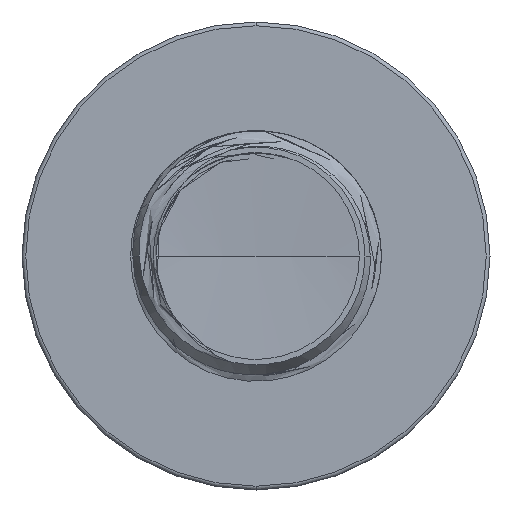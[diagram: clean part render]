
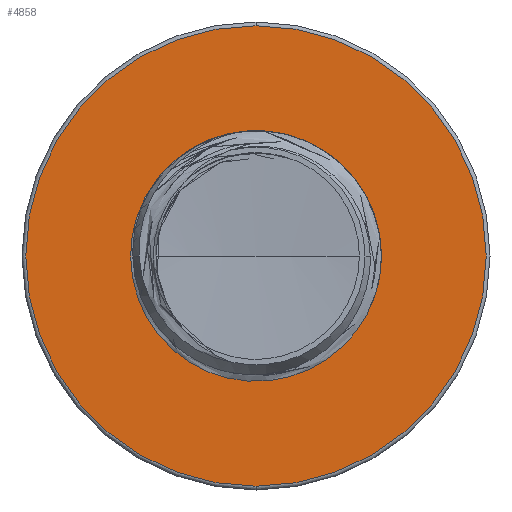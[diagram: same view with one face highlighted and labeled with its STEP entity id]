
A CAD part, front view. The second image highlights one B-rep face of the part: STEP entity #4858.
In plain terms, the highlighted planar face has unit normal (0, -1, 0).
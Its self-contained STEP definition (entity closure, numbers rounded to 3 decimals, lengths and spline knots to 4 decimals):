
#344 = DIRECTION ( 'NONE',  ( 0., -1., 0. ) ) ;
#1422 = EDGE_CURVE ( 'NONE', #19642, #17263, #2204, .T. ) ;
#1783 = AXIS2_PLACEMENT_3D ( 'NONE', #7849, #26757, #10648 ) ;
#2204 = CIRCLE ( 'NONE', #32052, 1.4363 ) ;
#3680 = ORIENTED_EDGE ( 'NONE', *, *, #1422, .F. ) ;
#4765 = CARTESIAN_POINT ( 'NONE',  ( 0., 10., -2.755 ) ) ;
#4858 = ADVANCED_FACE ( 'NONE', ( #27932, #5401 ), #24892, .T. ) ;
#5401 = FACE_BOUND ( 'NONE', #17309, .T. ) ;
#5556 = AXIS2_PLACEMENT_3D ( 'NONE', #16936, #344, #19625 ) ;
#6589 = CIRCLE ( 'NONE', #20665, 1.4363 ) ;
#7289 = EDGE_LOOP ( 'NONE', ( #17639, #31641 ) ) ;
#7849 = CARTESIAN_POINT ( 'NONE',  ( 0., 10., 0. ) ) ;
#8807 = DIRECTION ( 'NONE',  ( 0., -1., 0. ) ) ;
#10648 = DIRECTION ( 'NONE',  ( 0., 0., -1. ) ) ;
#11450 = DIRECTION ( 'NONE',  ( 0., 0., -1. ) ) ;
#11480 = CIRCLE ( 'NONE', #5556, 2.755 ) ;
#13281 = CARTESIAN_POINT ( 'NONE',  ( 0., 10., 1.4363 ) ) ;
#15534 = VERTEX_POINT ( 'NONE', #20703 ) ;
#16936 = CARTESIAN_POINT ( 'NONE',  ( 0., 10., 0. ) ) ;
#17219 = VERTEX_POINT ( 'NONE', #4765 ) ;
#17263 = VERTEX_POINT ( 'NONE', #13281 ) ;
#17291 = DIRECTION ( 'NONE',  ( 0., 0., -1. ) ) ;
#17299 = DIRECTION ( 'NONE',  ( 0., -1., 0. ) ) ;
#17309 = EDGE_LOOP ( 'NONE', ( #3680, #25483 ) ) ;
#17340 = CARTESIAN_POINT ( 'NONE',  ( 0., 10., 0. ) ) ;
#17639 = ORIENTED_EDGE ( 'NONE', *, *, #24707, .T. ) ;
#19614 = CARTESIAN_POINT ( 'NONE',  ( 0., 10., 1.4363 ) ) ;
#19625 = DIRECTION ( 'NONE',  ( 0., 0., -1. ) ) ;
#19642 = VERTEX_POINT ( 'NONE', #34205 ) ;
#20088 = EDGE_CURVE ( 'NONE', #15534, #17219, #11480, .T. ) ;
#20665 = AXIS2_PLACEMENT_3D ( 'NONE', #25038, #8807, #27640 ) ;
#20703 = CARTESIAN_POINT ( 'NONE',  ( 0., 10., 2.755 ) ) ;
#24707 = EDGE_CURVE ( 'NONE', #17219, #15534, #31137, .T. ) ;
#24892 = PLANE ( 'NONE',  #27710 ) ;
#25038 = CARTESIAN_POINT ( 'NONE',  ( 0., 10., 0. ) ) ;
#25483 = ORIENTED_EDGE ( 'NONE', *, *, #28838, .F. ) ;
#26757 = DIRECTION ( 'NONE',  ( 0., -1., 0. ) ) ;
#27503 = DIRECTION ( 'NONE',  ( 0., -1., 0. ) ) ;
#27640 = DIRECTION ( 'NONE',  ( 0., 0., -1. ) ) ;
#27710 = AXIS2_PLACEMENT_3D ( 'NONE', #19614, #27503, #11450 ) ;
#27932 = FACE_OUTER_BOUND ( 'NONE', #7289, .T. ) ;
#28838 = EDGE_CURVE ( 'NONE', #17263, #19642, #6589, .T. ) ;
#31137 = CIRCLE ( 'NONE', #1783, 2.755 ) ;
#31641 = ORIENTED_EDGE ( 'NONE', *, *, #20088, .T. ) ;
#32052 = AXIS2_PLACEMENT_3D ( 'NONE', #17340, #17299, #17291 ) ;
#34205 = CARTESIAN_POINT ( 'NONE',  ( 0., 10., -1.4363 ) ) ;
